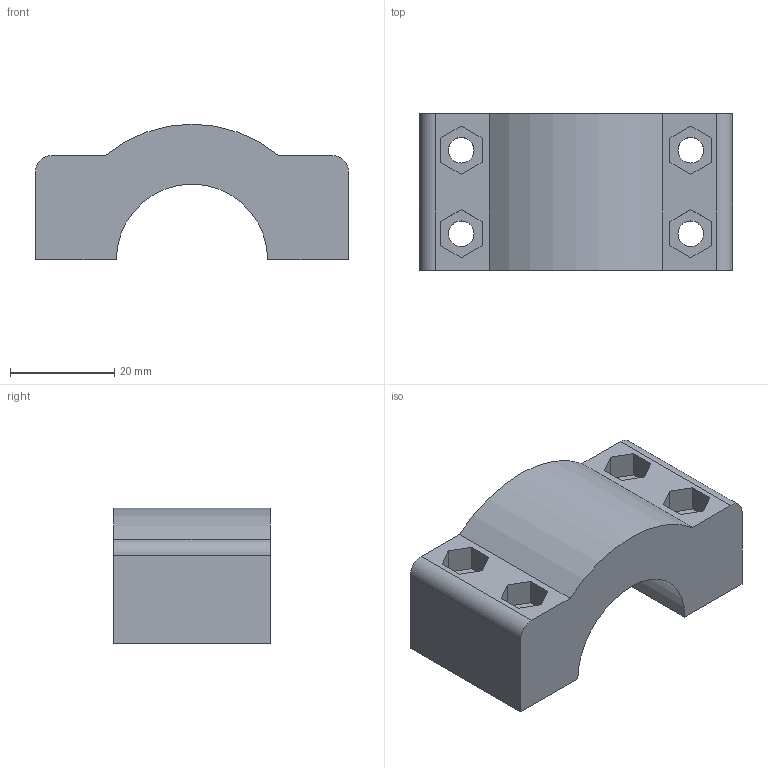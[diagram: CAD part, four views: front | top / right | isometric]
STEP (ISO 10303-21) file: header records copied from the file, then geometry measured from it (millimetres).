
FILE_DESCRIPTION(/* description */ (''),/* implementation_level */ '2;1');
FILE_NAME(/* name */ '3_Connettore_inf_INF_ipt_afde4855.STEP',/* time_stamp */ '2020-02-10T12:18:23+01:00',/* author */ ('socci'),/* organization */ (''),/* preprocessor_version */ 'ST-DEVELOPER v18',/* originating_system */ 'Autodesk Inventor 2020',/* authorisation */ '');
FILE_SCHEMA (('AUTOMOTIVE_DESIGN { 1 0 10303 214 3 1 1 }'));
Length unit declared in the file: millimetre
Products named in the file (1): 3_Connettore_inf_INF
Bounding box: 60 x 30 x 26 mm (x, y, z)
Volume: 27825.7 mm3; surface area: 8635.3 mm2
Topology: 1 solids, 1 shells, 44 faces, 114 edges, 76 vertices
Faces by surface type: plane 36, cylinder 8
Full cylindrical faces by diameter (mm): 4.9 x4
Entity records: 1401 total; most frequent: CARTESIAN_POINT 235, ORIENTED_EDGE 228, DIRECTION 220, EDGE_CURVE 114, LINE 98, VECTOR 98, VERTEX_POINT 76, AXIS2_PLACEMENT_3D 61
